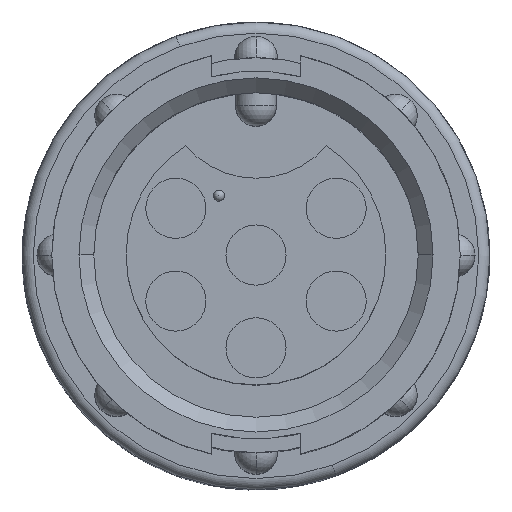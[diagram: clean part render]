
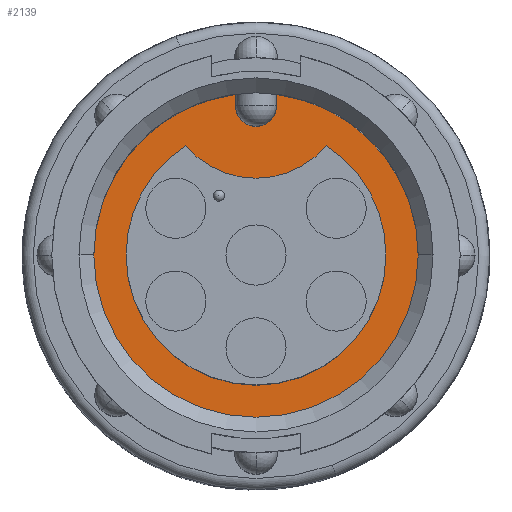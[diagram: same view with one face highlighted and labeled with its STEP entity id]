
A CAD part, top view. The second image highlights one B-rep face of the part: STEP entity #2139.
In plain terms, the highlighted planar face has unit normal (0, 0, 1).
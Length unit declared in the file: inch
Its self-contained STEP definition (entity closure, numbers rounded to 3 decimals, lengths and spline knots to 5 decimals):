
#121 = CARTESIAN_POINT ( 'NONE',  ( 0., 0., -0.33 ) ) ;
#273 = DIRECTION ( 'NONE',  ( 0., 0., -1. ) ) ;
#351 = AXIS2_PLACEMENT_3D ( 'NONE', #9350, #5785, #3551 ) ;
#376 = CARTESIAN_POINT ( 'NONE',  ( 0., 0., -0.33 ) ) ;
#578 = VERTEX_POINT ( 'NONE', #6277 ) ;
#699 = EDGE_CURVE ( 'NONE', #8939, #1994, #6802, .T. ) ;
#872 = AXIS2_PLACEMENT_3D ( 'NONE', #6453, #273, #4463 ) ;
#901 = DIRECTION ( 'NONE',  ( 1., 0., 0. ) ) ;
#965 = LINE ( 'NONE', #8307, #8842 ) ;
#1141 = DIRECTION ( 'NONE',  ( 1., 0., 0. ) ) ;
#1272 = CARTESIAN_POINT ( 'NONE',  ( 0., 0.2285, -0.33 ) ) ;
#1463 = DIRECTION ( 'NONE',  ( 0., 1., 0. ) ) ;
#1497 = EDGE_CURVE ( 'NONE', #7782, #6689, #4402, .T. ) ;
#1549 = CIRCLE ( 'NONE', #351, 0.0275 ) ;
#1799 = VERTEX_POINT ( 'NONE', #8136 ) ;
#1877 = CIRCLE ( 'NONE', #5953, 0.125 ) ;
#1908 = EDGE_CURVE ( 'NONE', #4351, #3708, #8821, .T. ) ;
#1922 = ORIENTED_EDGE ( 'NONE', *, *, #1908, .F. ) ;
#1961 = ORIENTED_EDGE ( 'NONE', *, *, #8641, .T. ) ;
#1994 = VERTEX_POINT ( 'NONE', #6858 ) ;
#2027 = FACE_OUTER_BOUND ( 'NONE', #8763, .T. ) ;
#2041 = DIRECTION ( 'NONE',  ( -1., 0., 0. ) ) ;
#2108 = CARTESIAN_POINT ( 'NONE',  ( -0.0275, 0.21676, -0.33 ) ) ;
#2139 = ADVANCED_FACE ( 'NONE', ( #7614, #2027 ), #6795, .F. ) ;
#2164 = EDGE_CURVE ( 'NONE', #3708, #2529, #1549, .T. ) ;
#2405 = CARTESIAN_POINT ( 'NONE',  ( 0.175, 0., -0.33 ) ) ;
#2483 = DIRECTION ( 'NONE',  ( 0., 0., 1. ) ) ;
#2487 = VECTOR ( 'NONE', #6919, 39.37008 ) ;
#2529 = VERTEX_POINT ( 'NONE', #7948 ) ;
#2587 = DIRECTION ( 'NONE',  ( 0., 0., 1. ) ) ;
#2603 = EDGE_CURVE ( 'NONE', #6689, #7221, #3191, .T. ) ;
#2932 = DIRECTION ( 'NONE',  ( 0., 0., 1. ) ) ;
#3191 = CIRCLE ( 'NONE', #7321, 0.175 ) ;
#3492 = CARTESIAN_POINT ( 'NONE',  ( 0., 0., -0.33 ) ) ;
#3551 = DIRECTION ( 'NONE',  ( 1., 0., 0. ) ) ;
#3695 = ORIENTED_EDGE ( 'NONE', *, *, #9024, .T. ) ;
#3708 = VERTEX_POINT ( 'NONE', #8038 ) ;
#3777 = CIRCLE ( 'NONE', #8743, 0.2185 ) ;
#4079 = EDGE_CURVE ( 'NONE', #1994, #578, #3777, .T. ) ;
#4261 = DIRECTION ( 'NONE',  ( 1., 0., 0. ) ) ;
#4351 = VERTEX_POINT ( 'NONE', #2108 ) ;
#4402 = CIRCLE ( 'NONE', #5855, 0.175 ) ;
#4444 = ORIENTED_EDGE ( 'NONE', *, *, #5030, .F. ) ;
#4463 = DIRECTION ( 'NONE',  ( -1., 0., 0. ) ) ;
#4604 = AXIS2_PLACEMENT_3D ( 'NONE', #7513, #2932, #8275 ) ;
#4641 = ORIENTED_EDGE ( 'NONE', *, *, #2164, .F. ) ;
#5030 = EDGE_CURVE ( 'NONE', #2529, #578, #965, .T. ) ;
#5221 = ORIENTED_EDGE ( 'NONE', *, *, #699, .T. ) ;
#5465 = DIRECTION ( 'NONE',  ( 0., 0., 1. ) ) ;
#5710 = DIRECTION ( 'NONE',  ( 0., 0., 1. ) ) ;
#5785 = DIRECTION ( 'NONE',  ( 0., 0., 1. ) ) ;
#5855 = AXIS2_PLACEMENT_3D ( 'NONE', #8595, #2483, #7074 ) ;
#5920 = ORIENTED_EDGE ( 'NONE', *, *, #1497, .F. ) ;
#5953 = AXIS2_PLACEMENT_3D ( 'NONE', #1272, #6592, #2041 ) ;
#6268 = AXIS2_PLACEMENT_3D ( 'NONE', #121, #5465, #901 ) ;
#6277 = CARTESIAN_POINT ( 'NONE',  ( 0.0275, 0.21676, -0.33 ) ) ;
#6453 = CARTESIAN_POINT ( 'NONE',  ( 0., 0.175, -0.33 ) ) ;
#6592 = DIRECTION ( 'NONE',  ( 0., 0., 1. ) ) ;
#6689 = VERTEX_POINT ( 'NONE', #8780 ) ;
#6795 = PLANE ( 'NONE',  #872 ) ;
#6802 = CIRCLE ( 'NONE', #7243, 0.2185 ) ;
#6858 = CARTESIAN_POINT ( 'NONE',  ( 0.2185, 0., -0.33 ) ) ;
#6919 = DIRECTION ( 'NONE',  ( 0., -1., 0. ) ) ;
#7021 = CARTESIAN_POINT ( 'NONE',  ( -0.2185, 0., -0.33 ) ) ;
#7049 = CARTESIAN_POINT ( 'NONE',  ( 0., 0., -0.33 ) ) ;
#7074 = DIRECTION ( 'NONE',  ( 1., 0., 0. ) ) ;
#7106 = EDGE_LOOP ( 'NONE', ( #5920, #3695, #7303, #9880 ) ) ;
#7221 = VERTEX_POINT ( 'NONE', #2405 ) ;
#7243 = AXIS2_PLACEMENT_3D ( 'NONE', #376, #5710, #1141 ) ;
#7303 = ORIENTED_EDGE ( 'NONE', *, *, #9410, .F. ) ;
#7321 = AXIS2_PLACEMENT_3D ( 'NONE', #3492, #8845, #4261 ) ;
#7352 = CARTESIAN_POINT ( 'NONE',  ( -0.09484, 0.14707, -0.33 ) ) ;
#7357 = CARTESIAN_POINT ( 'NONE',  ( -0.0275, 0.21676, -0.33 ) ) ;
#7513 = CARTESIAN_POINT ( 'NONE',  ( 0., 0., -0.33 ) ) ;
#7614 = FACE_BOUND ( 'NONE', #7106, .T. ) ;
#7782 = VERTEX_POINT ( 'NONE', #7352 ) ;
#7927 = DIRECTION ( 'NONE',  ( 1., 0., 0. ) ) ;
#7948 = CARTESIAN_POINT ( 'NONE',  ( 0.0275, 0.201, -0.33 ) ) ;
#8038 = CARTESIAN_POINT ( 'NONE',  ( -0.0275, 0.201, -0.33 ) ) ;
#8078 = CIRCLE ( 'NONE', #6268, 0.175 ) ;
#8136 = CARTESIAN_POINT ( 'NONE',  ( 0.09484, 0.14707, -0.33 ) ) ;
#8275 = DIRECTION ( 'NONE',  ( 1., 0., 0. ) ) ;
#8307 = CARTESIAN_POINT ( 'NONE',  ( 0.0275, 0.21676, -0.33 ) ) ;
#8595 = CARTESIAN_POINT ( 'NONE',  ( 0., 0., -0.33 ) ) ;
#8641 = EDGE_CURVE ( 'NONE', #4351, #8939, #9165, .T. ) ;
#8743 = AXIS2_PLACEMENT_3D ( 'NONE', #7049, #2587, #7927 ) ;
#8763 = EDGE_LOOP ( 'NONE', ( #1922, #1961, #5221, #9222, #4444, #4641 ) ) ;
#8780 = CARTESIAN_POINT ( 'NONE',  ( -0.175, 0., -0.33 ) ) ;
#8821 = LINE ( 'NONE', #7357, #2487 ) ;
#8842 = VECTOR ( 'NONE', #1463, 39.37008 ) ;
#8845 = DIRECTION ( 'NONE',  ( 0., 0., 1. ) ) ;
#8939 = VERTEX_POINT ( 'NONE', #7021 ) ;
#9024 = EDGE_CURVE ( 'NONE', #7782, #1799, #1877, .T. ) ;
#9165 = CIRCLE ( 'NONE', #4604, 0.2185 ) ;
#9222 = ORIENTED_EDGE ( 'NONE', *, *, #4079, .T. ) ;
#9350 = CARTESIAN_POINT ( 'NONE',  ( 0., 0.201, -0.33 ) ) ;
#9410 = EDGE_CURVE ( 'NONE', #7221, #1799, #8078, .T. ) ;
#9880 = ORIENTED_EDGE ( 'NONE', *, *, #2603, .F. ) ;
